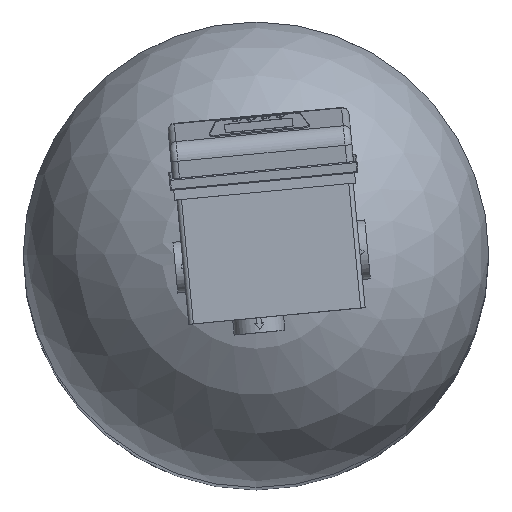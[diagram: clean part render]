
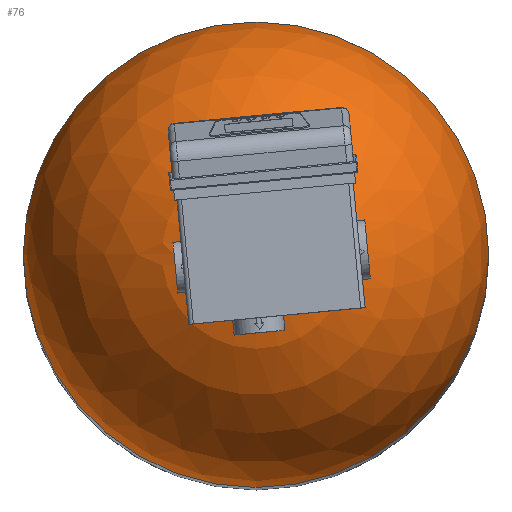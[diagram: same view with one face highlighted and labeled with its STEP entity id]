
A CAD part, top view. The second image highlights one B-rep face of the part: STEP entity #76.
In plain terms, the highlighted spherical face has radius 205 mm.
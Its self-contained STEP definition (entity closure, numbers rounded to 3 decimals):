
#76=ADVANCED_FACE('',(#5467,#5469),#5471,.T.);
#5467=FACE_OUTER_BOUND('',#5468,.T.);
#5468=EDGE_LOOP('',(#9792));
#5469=FACE_OUTER_BOUND('',#5470,.T.);
#5470=EDGE_LOOP('',(#9793));
#5471=SPHERICAL_SURFACE('',#5472,205.);
#5472=AXIS2_PLACEMENT_3D('',#5473,#5474,#5475);
#5473=CARTESIAN_POINT('',(0.,0.,1202.298));
#5474=DIRECTION('',(0.,-0.,-1.));
#5475=DIRECTION('',(-1.,0.,0.));
#9792=ORIENTED_EDGE('',*,*,#13051,.T.);
#9793=ORIENTED_EDGE('',*,*,#13053,.F.);
#13051=EDGE_CURVE('',#14683,#14683,#14684,.T.);
#13053=EDGE_CURVE('',#14687,#14687,#14688,.T.);
#14683=VERTEX_POINT('',#17404);
#14684=CIRCLE('',#17405,38.);
#14687=VERTEX_POINT('',#17414);
#14688=CIRCLE('',#17415,205.);
#17404=CARTESIAN_POINT('',(-38.,0.,1403.745));
#17405=AXIS2_PLACEMENT_3D('',#17406,#17407,#17408);
#17406=CARTESIAN_POINT('',(0.,0.,1403.745));
#17407=DIRECTION('',(0.,0.,-1.));
#17408=DIRECTION('',(-1.,0.,0.));
#17414=CARTESIAN_POINT('',(-205.,0.,1202.298));
#17415=AXIS2_PLACEMENT_3D('',#17416,#17417,#17418);
#17416=CARTESIAN_POINT('',(0.,0.,1202.298));
#17417=DIRECTION('',(0.,0.,-1.));
#17418=DIRECTION('',(-1.,0.,0.));
